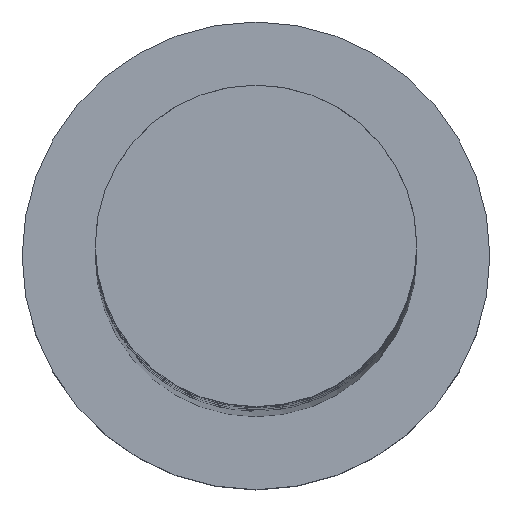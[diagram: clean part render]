
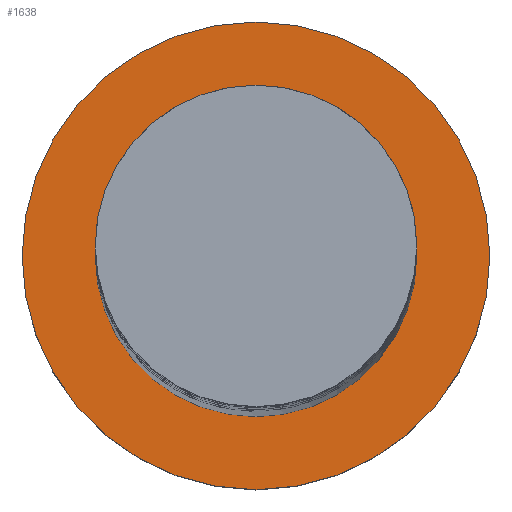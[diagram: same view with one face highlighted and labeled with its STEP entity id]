
A CAD part, top view. The second image highlights one B-rep face of the part: STEP entity #1638.
In plain terms, the highlighted planar face has unit normal (0, 0, 1).
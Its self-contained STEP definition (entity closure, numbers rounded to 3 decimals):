
#20 = ORIENTED_EDGE ( 'NONE', *, *, #89, .T. ) ;
#57 = CARTESIAN_POINT ( 'NONE',  ( -5.5, 0., 5. ) ) ;
#59 = DIRECTION ( 'NONE',  ( 1., 0., 0. ) ) ;
#89 = EDGE_CURVE ( 'NONE', #1609, #1490, #326, .T. ) ;
#179 = AXIS2_PLACEMENT_3D ( 'NONE', #1378, #690, #438 ) ;
#197 = CIRCLE ( 'NONE', #1043, 8. ) ;
#237 = VERTEX_POINT ( 'NONE', #1446 ) ;
#253 = CIRCLE ( 'NONE', #417, 5.5 ) ;
#282 = AXIS2_PLACEMENT_3D ( 'NONE', #1565, #1695, #1394 ) ;
#297 = EDGE_CURVE ( 'NONE', #1232, #237, #1466, .T. ) ;
#326 = CIRCLE ( 'NONE', #179, 8. ) ;
#417 = AXIS2_PLACEMENT_3D ( 'NONE', #969, #1360, #59 ) ;
#438 = DIRECTION ( 'NONE',  ( 1., 0., 0. ) ) ;
#516 = CARTESIAN_POINT ( 'NONE',  ( 0., 0., 5. ) ) ;
#538 = EDGE_CURVE ( 'NONE', #237, #1232, #253, .T. ) ;
#573 = ORIENTED_EDGE ( 'NONE', *, *, #538, .F. ) ;
#689 = CARTESIAN_POINT ( 'NONE',  ( 0., 0., 5. ) ) ;
#690 = DIRECTION ( 'NONE',  ( 0., 0., 1. ) ) ;
#717 = CARTESIAN_POINT ( 'NONE',  ( -8., 0., 5. ) ) ;
#857 = EDGE_LOOP ( 'NONE', ( #903, #573 ) ) ;
#903 = ORIENTED_EDGE ( 'NONE', *, *, #297, .F. ) ;
#962 = DIRECTION ( 'NONE',  ( 0., 0., 1. ) ) ;
#969 = CARTESIAN_POINT ( 'NONE',  ( 0., 0., 5. ) ) ;
#1043 = AXIS2_PLACEMENT_3D ( 'NONE', #689, #962, #1374 ) ;
#1139 = FACE_BOUND ( 'NONE', #857, .T. ) ;
#1204 = CARTESIAN_POINT ( 'NONE',  ( 8., 0., 5. ) ) ;
#1220 = DIRECTION ( 'NONE',  ( 1., 0., 0. ) ) ;
#1231 = DIRECTION ( 'NONE',  ( 0., 0., 1. ) ) ;
#1232 = VERTEX_POINT ( 'NONE', #57 ) ;
#1334 = EDGE_LOOP ( 'NONE', ( #20, #1539 ) ) ;
#1360 = DIRECTION ( 'NONE',  ( 0., 0., 1. ) ) ;
#1374 = DIRECTION ( 'NONE',  ( 1., 0., 0. ) ) ;
#1378 = CARTESIAN_POINT ( 'NONE',  ( 0., 0., 5. ) ) ;
#1394 = DIRECTION ( 'NONE',  ( 1., 0., 0. ) ) ;
#1446 = CARTESIAN_POINT ( 'NONE',  ( 5.5, 0., 5. ) ) ;
#1466 = CIRCLE ( 'NONE', #1617, 5.5 ) ;
#1490 = VERTEX_POINT ( 'NONE', #1204 ) ;
#1539 = ORIENTED_EDGE ( 'NONE', *, *, #1582, .T. ) ;
#1557 = FACE_OUTER_BOUND ( 'NONE', #1334, .T. ) ;
#1565 = CARTESIAN_POINT ( 'NONE',  ( 0., 0., 5. ) ) ;
#1582 = EDGE_CURVE ( 'NONE', #1490, #1609, #197, .T. ) ;
#1609 = VERTEX_POINT ( 'NONE', #717 ) ;
#1617 = AXIS2_PLACEMENT_3D ( 'NONE', #516, #1231, #1220 ) ;
#1638 = ADVANCED_FACE ( 'NONE', ( #1139, #1557 ), #1710, .T. ) ;
#1695 = DIRECTION ( 'NONE',  ( 0., 0., 1. ) ) ;
#1710 = PLANE ( 'NONE',  #282 ) ;
